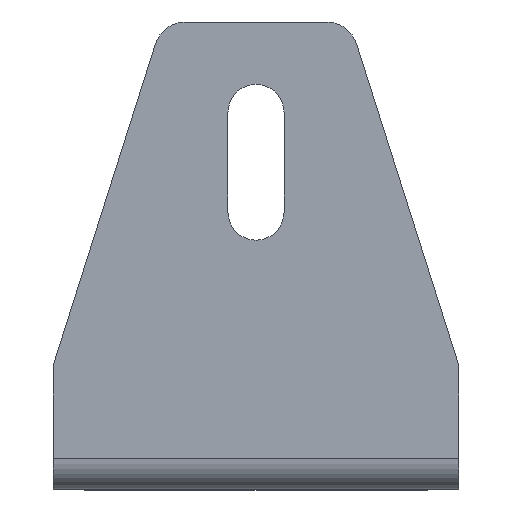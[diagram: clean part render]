
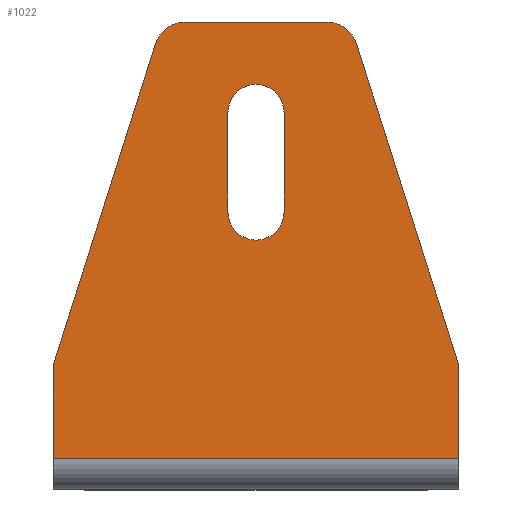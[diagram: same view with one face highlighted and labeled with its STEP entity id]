
A CAD part, top view. The second image highlights one B-rep face of the part: STEP entity #1022.
In plain terms, the highlighted planar face has unit normal (0, 0, 1).
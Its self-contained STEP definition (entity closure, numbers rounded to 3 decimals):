
#7 = VECTOR ( 'NONE', #308, 1000. ) ;
#14 = CARTESIAN_POINT ( 'NONE',  ( 0., 0., 0. ) ) ;
#30 = CARTESIAN_POINT ( 'NONE',  ( 43.844, 75., 0. ) ) ;
#46 = ORIENTED_EDGE ( 'NONE', *, *, #650, .T. ) ;
#47 = VERTEX_POINT ( 'NONE', #1040 ) ;
#51 = LINE ( 'NONE', #123, #121 ) ;
#54 = ORIENTED_EDGE ( 'NONE', *, *, #158, .F. ) ;
#68 = ORIENTED_EDGE ( 'NONE', *, *, #295, .T. ) ;
#72 = ORIENTED_EDGE ( 'NONE', *, *, #223, .T. ) ;
#74 = CARTESIAN_POINT ( 'NONE',  ( 37., 60.5, 0. ) ) ;
#105 = EDGE_CURVE ( 'NONE', #792, #788, #857, .T. ) ;
#107 = CARTESIAN_POINT ( 'NONE',  ( 21.156, 75., 0. ) ) ;
#119 = AXIS2_PLACEMENT_3D ( 'NONE', #195, #180, #1066 ) ;
#121 = VECTOR ( 'NONE', #127, 1000. ) ;
#123 = CARTESIAN_POINT ( 'NONE',  ( 0.197, 20.619, 0. ) ) ;
#127 = DIRECTION ( 'NONE',  ( -0.303, -0.953, 0. ) ) ;
#158 = EDGE_CURVE ( 'NONE', #47, #637, #833, .T. ) ;
#161 = CARTESIAN_POINT ( 'NONE',  ( 37., 44.5, 0. ) ) ;
#163 = FACE_BOUND ( 'NONE', #486, .T. ) ;
#168 = CARTESIAN_POINT ( 'NONE',  ( 70.779, 1.839, 0. ) ) ;
#173 = CIRCLE ( 'NONE', #477, 5. ) ;
#180 = DIRECTION ( 'NONE',  ( 0., 0., -1. ) ) ;
#191 = VECTOR ( 'NONE', #689, 1000. ) ;
#195 = CARTESIAN_POINT ( 'NONE',  ( 32.5, 60.5, 0. ) ) ;
#211 = VECTOR ( 'NONE', #735, 1000. ) ;
#223 = EDGE_CURVE ( 'NONE', #601, #844, #337, .T. ) ;
#239 = VECTOR ( 'NONE', #363, 1000. ) ;
#247 = LINE ( 'NONE', #934, #191 ) ;
#262 = ORIENTED_EDGE ( 'NONE', *, *, #105, .T. ) ;
#265 = FACE_OUTER_BOUND ( 'NONE', #659, .T. ) ;
#293 = CARTESIAN_POINT ( 'NONE',  ( 65., 5., 0. ) ) ;
#295 = EDGE_CURVE ( 'NONE', #47, #500, #789, .T. ) ;
#308 = DIRECTION ( 'NONE',  ( -1., 0., 0. ) ) ;
#312 = CARTESIAN_POINT ( 'NONE',  ( 65., 0., 0. ) ) ;
#326 = VERTEX_POINT ( 'NONE', #30 ) ;
#337 = CIRCLE ( 'NONE', #992, 4.5 ) ;
#357 = ORIENTED_EDGE ( 'NONE', *, *, #774, .F. ) ;
#358 = CIRCLE ( 'NONE', #119, 4.5 ) ;
#363 = DIRECTION ( 'NONE',  ( 0., -1., 0. ) ) ;
#401 = CARTESIAN_POINT ( 'NONE',  ( 21.156, 70., 0. ) ) ;
#424 = DIRECTION ( 'NONE',  ( -1., 0., 0. ) ) ;
#445 = LINE ( 'NONE', #780, #856 ) ;
#469 = VERTEX_POINT ( 'NONE', #1102 ) ;
#472 = EDGE_CURVE ( 'NONE', #590, #601, #247, .T. ) ;
#477 = AXIS2_PLACEMENT_3D ( 'NONE', #777, #620, #424 ) ;
#479 = LINE ( 'NONE', #846, #7 ) ;
#486 = EDGE_LOOP ( 'NONE', ( #46, #1046, #903, #72 ) ) ;
#497 = VECTOR ( 'NONE', #709, 1000. ) ;
#500 = VERTEX_POINT ( 'NONE', #1016 ) ;
#503 = CARTESIAN_POINT ( 'NONE',  ( 28., 44.5, 0. ) ) ;
#527 = CARTESIAN_POINT ( 'NONE',  ( 65., 0., 0. ) ) ;
#531 = DIRECTION ( 'NONE',  ( -0.303, 0.953, 0. ) ) ;
#552 = CARTESIAN_POINT ( 'NONE',  ( 16.391, 71.516, 0. ) ) ;
#590 = VERTEX_POINT ( 'NONE', #74 ) ;
#596 = EDGE_CURVE ( 'NONE', #500, #326, #173, .T. ) ;
#601 = VERTEX_POINT ( 'NONE', #161 ) ;
#620 = DIRECTION ( 'NONE',  ( 0., 0., 1. ) ) ;
#637 = VERTEX_POINT ( 'NONE', #1117 ) ;
#650 = EDGE_CURVE ( 'NONE', #844, #1004, #445, .T. ) ;
#651 = AXIS2_PLACEMENT_3D ( 'NONE', #401, #996, #1095 ) ;
#658 = LINE ( 'NONE', #14, #239 ) ;
#659 = EDGE_LOOP ( 'NONE', ( #743, #262, #754, #948, #357, #54, #68, #1103 ) ) ;
#689 = DIRECTION ( 'NONE',  ( 0., -1., 0. ) ) ;
#700 = CARTESIAN_POINT ( 'NONE',  ( 0., 20., 0. ) ) ;
#709 = DIRECTION ( 'NONE',  ( 0., -1., 0. ) ) ;
#719 = CARTESIAN_POINT ( 'NONE',  ( 32.5, 44.5, 0. ) ) ;
#735 = DIRECTION ( 'NONE',  ( -1., 0., 0. ) ) ;
#743 = ORIENTED_EDGE ( 'NONE', *, *, #867, .T. ) ;
#754 = ORIENTED_EDGE ( 'NONE', *, *, #861, .T. ) ;
#774 = EDGE_CURVE ( 'NONE', #637, #469, #1061, .T. ) ;
#777 = CARTESIAN_POINT ( 'NONE',  ( 43.844, 70., 0. ) ) ;
#780 = CARTESIAN_POINT ( 'NONE',  ( 28., 0., 0. ) ) ;
#782 = VECTOR ( 'NONE', #531, 1000. ) ;
#783 = EDGE_CURVE ( 'NONE', #1004, #590, #358, .T. ) ;
#784 = DIRECTION ( 'NONE',  ( 0., 0., -1. ) ) ;
#788 = VERTEX_POINT ( 'NONE', #552 ) ;
#789 = LINE ( 'NONE', #168, #782 ) ;
#790 = PLANE ( 'NONE',  #886 ) ;
#791 = EDGE_CURVE ( 'NONE', #982, #469, #658, .T. ) ;
#792 = VERTEX_POINT ( 'NONE', #107 ) ;
#833 = LINE ( 'NONE', #312, #497 ) ;
#844 = VERTEX_POINT ( 'NONE', #503 ) ;
#846 = CARTESIAN_POINT ( 'NONE',  ( 65., 75., 0. ) ) ;
#856 = VECTOR ( 'NONE', #1125, 1000. ) ;
#857 = CIRCLE ( 'NONE', #651, 5. ) ;
#861 = EDGE_CURVE ( 'NONE', #788, #982, #51, .T. ) ;
#867 = EDGE_CURVE ( 'NONE', #326, #792, #479, .T. ) ;
#886 = AXIS2_PLACEMENT_3D ( 'NONE', #527, #784, #1018 ) ;
#903 = ORIENTED_EDGE ( 'NONE', *, *, #472, .T. ) ;
#934 = CARTESIAN_POINT ( 'NONE',  ( 37., 0., 0. ) ) ;
#948 = ORIENTED_EDGE ( 'NONE', *, *, #791, .T. ) ;
#960 = DIRECTION ( 'NONE',  ( -1., 0., 0. ) ) ;
#982 = VERTEX_POINT ( 'NONE', #700 ) ;
#992 = AXIS2_PLACEMENT_3D ( 'NONE', #719, #1127, #960 ) ;
#996 = DIRECTION ( 'NONE',  ( 0., 0., 1. ) ) ;
#1004 = VERTEX_POINT ( 'NONE', #1033 ) ;
#1016 = CARTESIAN_POINT ( 'NONE',  ( 48.609, 71.516, 0. ) ) ;
#1018 = DIRECTION ( 'NONE',  ( -1., 0., 0. ) ) ;
#1022 = ADVANCED_FACE ( 'NONE', ( #163, #265 ), #790, .F. ) ;
#1033 = CARTESIAN_POINT ( 'NONE',  ( 28., 60.5, 0. ) ) ;
#1040 = CARTESIAN_POINT ( 'NONE',  ( 65., 20., 0. ) ) ;
#1046 = ORIENTED_EDGE ( 'NONE', *, *, #783, .T. ) ;
#1061 = LINE ( 'NONE', #293, #211 ) ;
#1066 = DIRECTION ( 'NONE',  ( -1., 0., 0. ) ) ;
#1095 = DIRECTION ( 'NONE',  ( -1., 0., 0. ) ) ;
#1102 = CARTESIAN_POINT ( 'NONE',  ( 0., 5., 0. ) ) ;
#1103 = ORIENTED_EDGE ( 'NONE', *, *, #596, .T. ) ;
#1117 = CARTESIAN_POINT ( 'NONE',  ( 65., 5., 0. ) ) ;
#1125 = DIRECTION ( 'NONE',  ( 0., 1., 0. ) ) ;
#1127 = DIRECTION ( 'NONE',  ( 0., 0., -1. ) ) ;
